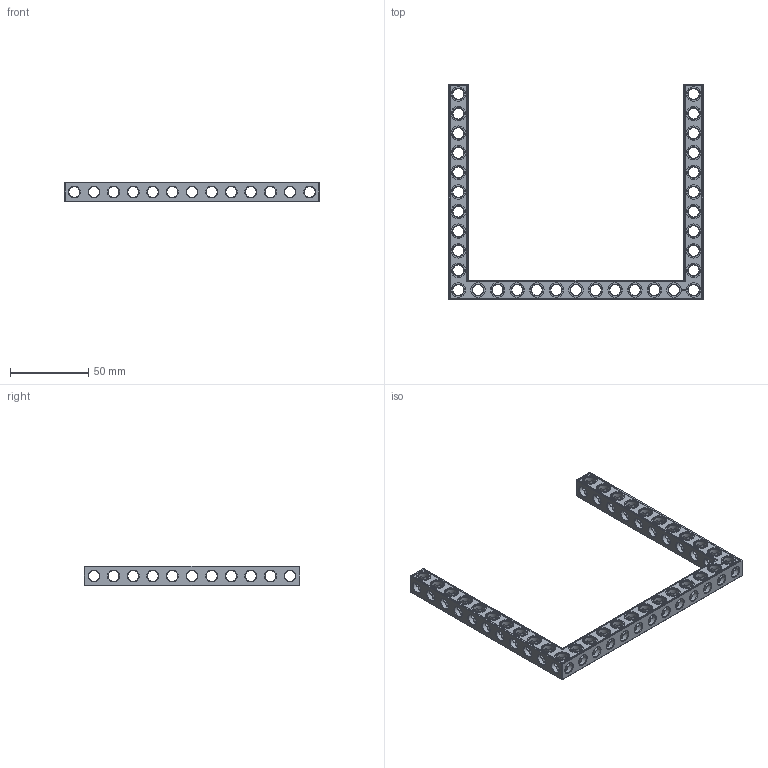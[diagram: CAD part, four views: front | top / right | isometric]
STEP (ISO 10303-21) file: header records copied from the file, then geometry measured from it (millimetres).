
FILE_DESCRIPTION(('FreeCAD Model'),'2;1');
FILE_NAME('Open CASCADE Shape Model','2022-02-26T18:01:26',('Author'),( ''),'Open CASCADE STEP processor 7.5','FreeCAD','Unknown');
FILE_SCHEMA(('AUTOMOTIVE_DESIGN { 1 0 10303 214 1 1 1 1 }'));
Products named in the file (1): Beam AGD ESS USH SYM BU13x11x01 - SPN-BEM-0508 (stemfie.org)
Bounding box: 162.5 x 137.5 x 12.5 mm (x, y, z)
Volume: 32243.2 mm3; surface area: 28820.6 mm2
Topology: 1 solids, 1 shells, 915 faces, 2768 edges, 1791 vertices
Faces by surface type: plane 400, cylinder 199, extrusion 182, cone 134
Full cylindrical faces by diameter (mm): 6.98 x24, 7 x142, 9.2 x33
Entity records: 174648 total; most frequent: CARTESIAN_POINT 123100, DIRECTION 8278, ORIENTED_EDGE 5536, PCURVE 5536, DEFINITIONAL_REPRESENTATION 5536, VECTOR 5249, LINE 5067, EDGE_CURVE 2768
